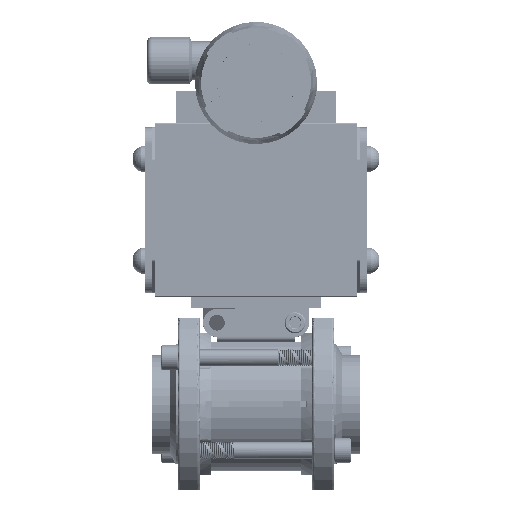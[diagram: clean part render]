
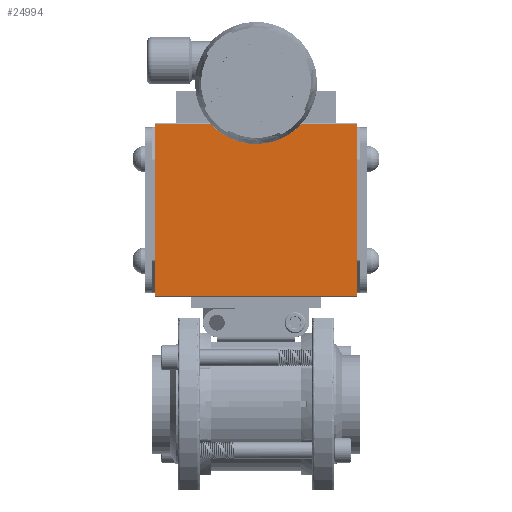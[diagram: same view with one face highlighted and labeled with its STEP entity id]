
A CAD part, top view. The second image highlights one B-rep face of the part: STEP entity #24994.
In plain terms, the highlighted planar face has unit normal (0, 0, 1).
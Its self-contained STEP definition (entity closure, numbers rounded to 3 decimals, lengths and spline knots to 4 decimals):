
#3885 = DIRECTION ( 'NONE',  ( 0., 1., 0. ) ) ;
#19264 = LINE ( 'NONE', #75948, #46094 ) ;
#19758 = CARTESIAN_POINT ( 'NONE',  ( 2.253, 2.423, 1.55 ) ) ;
#21957 = DIRECTION ( 'NONE',  ( 0., -1., 0. ) ) ;
#22679 = VERTEX_POINT ( 'NONE', #73058 ) ;
#23007 = VECTOR ( 'NONE', #36530, 39.3701 ) ;
#24994 = ADVANCED_FACE ( 'NONE', ( #59719 ), #64104, .F. ) ;
#28289 = DIRECTION ( 'NONE',  ( 0., -1., 0. ) ) ;
#33307 = CARTESIAN_POINT ( 'NONE',  ( -2.253, 2.423, 1.55 ) ) ;
#35591 = EDGE_CURVE ( 'NONE', #67590, #90567, #68139, .T. ) ;
#36530 = DIRECTION ( 'NONE',  ( 1., 0., 0. ) ) ;
#42029 = EDGE_CURVE ( 'NONE', #22679, #67590, #19264, .T. ) ;
#44079 = LINE ( 'NONE', #111606, #68038 ) ;
#46094 = VECTOR ( 'NONE', #21957, 39.3701 ) ;
#49937 = VERTEX_POINT ( 'NONE', #99663 ) ;
#54663 = CARTESIAN_POINT ( 'NONE',  ( -2.273, 2.423, 1.55 ) ) ;
#56952 = ORIENTED_EDGE ( 'NONE', *, *, #35591, .T. ) ;
#57769 = DIRECTION ( 'NONE',  ( -1., 0., 0. ) ) ;
#59719 = FACE_OUTER_BOUND ( 'NONE', #105499, .T. ) ;
#63322 = CARTESIAN_POINT ( 'NONE',  ( -2.273, 6.303, 1.55 ) ) ;
#64104 = PLANE ( 'NONE',  #66838 ) ;
#66838 = AXIS2_PLACEMENT_3D ( 'NONE', #63322, #82186, #28289 ) ;
#67590 = VERTEX_POINT ( 'NONE', #33307 ) ;
#68038 = VECTOR ( 'NONE', #57769, 39.3701 ) ;
#68139 = LINE ( 'NONE', #54663, #23007 ) ;
#73058 = CARTESIAN_POINT ( 'NONE',  ( -2.253, 6.283, 1.55 ) ) ;
#75948 = CARTESIAN_POINT ( 'NONE',  ( -2.253, 2.403, 1.55 ) ) ;
#79303 = VECTOR ( 'NONE', #3885, 39.3701 ) ;
#82098 = LINE ( 'NONE', #111904, #79303 ) ;
#82186 = DIRECTION ( 'NONE',  ( 0., 0., -1. ) ) ;
#90567 = VERTEX_POINT ( 'NONE', #19758 ) ;
#91129 = ORIENTED_EDGE ( 'NONE', *, *, #110541, .T. ) ;
#98198 = EDGE_CURVE ( 'NONE', #49937, #22679, #44079, .T. ) ;
#99663 = CARTESIAN_POINT ( 'NONE',  ( 2.253, 6.283, 1.55 ) ) ;
#100467 = ORIENTED_EDGE ( 'NONE', *, *, #42029, .T. ) ;
#105499 = EDGE_LOOP ( 'NONE', ( #91129, #109783, #100467, #56952 ) ) ;
#109783 = ORIENTED_EDGE ( 'NONE', *, *, #98198, .T. ) ;
#110541 = EDGE_CURVE ( 'NONE', #90567, #49937, #82098, .T. ) ;
#111606 = CARTESIAN_POINT ( 'NONE',  ( -2.273, 6.283, 1.55 ) ) ;
#111904 = CARTESIAN_POINT ( 'NONE',  ( 2.253, 6.303, 1.55 ) ) ;
